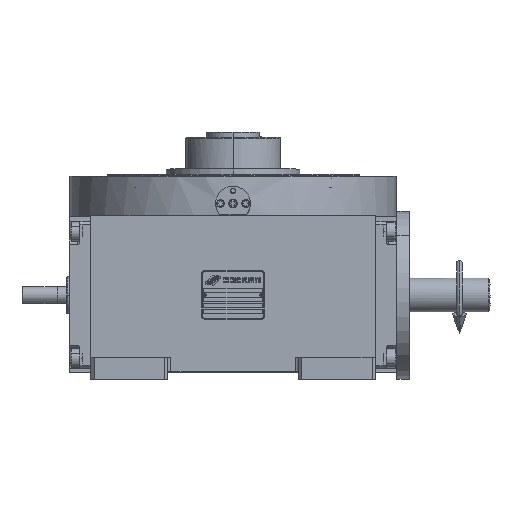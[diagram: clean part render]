
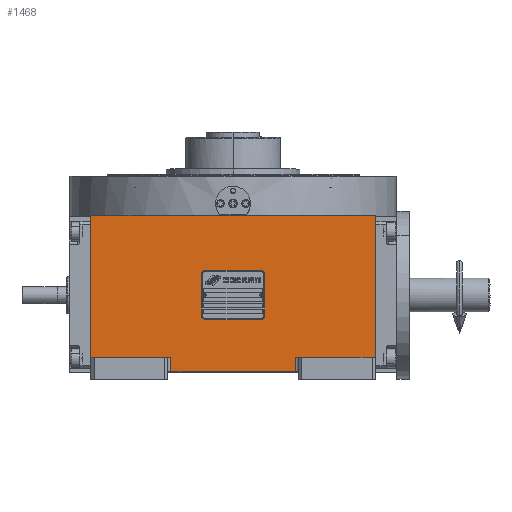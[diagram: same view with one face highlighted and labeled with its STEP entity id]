
A CAD part, top view. The second image highlights one B-rep face of the part: STEP entity #1468.
In plain terms, the highlighted planar face has unit normal (0, 0, 1).
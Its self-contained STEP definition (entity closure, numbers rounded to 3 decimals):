
#74 = ORIENTED_EDGE ( 'NONE', *, *, #55850, .T. ) ;
#466 = CARTESIAN_POINT ( 'NONE',  ( 59., -73., 226. ) ) ;
#1468 = ADVANCED_FACE ( 'NONE', ( #46281 ), #56746, .T. ) ;
#1609 = LINE ( 'NONE', #34368, #11124 ) ;
#1836 = LINE ( 'NONE', #23766, #8818 ) ;
#3893 = AXIS2_PLACEMENT_3D ( 'NONE', #63219, #18954, #39854 ) ;
#4607 = LINE ( 'NONE', #4964, #53690 ) ;
#4851 = ORIENTED_EDGE ( 'NONE', *, *, #18090, .T. ) ;
#4964 = CARTESIAN_POINT ( 'NONE',  ( -59., -73., 226. ) ) ;
#7447 = VECTOR ( 'NONE', #65504, 1000. ) ;
#7788 = ORIENTED_EDGE ( 'NONE', *, *, #10526, .F. ) ;
#8818 = VECTOR ( 'NONE', #67676, 1000. ) ;
#10526 = EDGE_CURVE ( 'NONE', #37401, #38095, #54000, .T. ) ;
#10812 = CARTESIAN_POINT ( 'NONE',  ( -59., -73., 226. ) ) ;
#11124 = VECTOR ( 'NONE', #50556, 1000. ) ;
#12256 = LINE ( 'NONE', #67624, #49556 ) ;
#14560 = EDGE_LOOP ( 'NONE', ( #33231, #7788, #51691, #4851, #43561, #45910, #74, #20686 ) ) ;
#18090 = EDGE_CURVE ( 'NONE', #47376, #68055, #1609, .T. ) ;
#18954 = DIRECTION ( 'NONE',  ( 0., 0., 1. ) ) ;
#20214 = DIRECTION ( 'NONE',  ( 1., 0., 0. ) ) ;
#20686 = ORIENTED_EDGE ( 'NONE', *, *, #37001, .F. ) ;
#20872 = VECTOR ( 'NONE', #38093, 1000. ) ;
#21878 = LINE ( 'NONE', #53599, #20872 ) ;
#22291 = CARTESIAN_POINT ( 'NONE',  ( 59., -59., 226. ) ) ;
#23662 = EDGE_CURVE ( 'NONE', #37401, #47376, #12256, .T. ) ;
#23766 = CARTESIAN_POINT ( 'NONE',  ( -59., -73., 226. ) ) ;
#24403 = VECTOR ( 'NONE', #20214, 1000. ) ;
#24947 = VERTEX_POINT ( 'NONE', #10812 ) ;
#25327 = CARTESIAN_POINT ( 'NONE',  ( 135., 75., 226. ) ) ;
#33231 = ORIENTED_EDGE ( 'NONE', *, *, #48818, .T. ) ;
#34368 = CARTESIAN_POINT ( 'NONE',  ( 135., -59., 226. ) ) ;
#34513 = CARTESIAN_POINT ( 'NONE',  ( -59., -59., 226. ) ) ;
#37001 = EDGE_CURVE ( 'NONE', #24947, #60083, #4607, .T. ) ;
#37102 = CARTESIAN_POINT ( 'NONE',  ( -135., 75., 226. ) ) ;
#37401 = VERTEX_POINT ( 'NONE', #43036 ) ;
#37736 = DIRECTION ( 'NONE',  ( 0., 1., 0. ) ) ;
#38093 = DIRECTION ( 'NONE',  ( 0., 1., 0. ) ) ;
#38095 = VERTEX_POINT ( 'NONE', #466 ) ;
#39854 = DIRECTION ( 'NONE',  ( 1., 0., 0. ) ) ;
#40263 = DIRECTION ( 'NONE',  ( 1., 0., 0. ) ) ;
#40673 = CARTESIAN_POINT ( 'NONE',  ( 135., -59., 226. ) ) ;
#43036 = CARTESIAN_POINT ( 'NONE',  ( 59., -59., 226. ) ) ;
#43561 = ORIENTED_EDGE ( 'NONE', *, *, #68484, .F. ) ;
#45796 = DIRECTION ( 'NONE',  ( 1., 0., 0. ) ) ;
#45910 = ORIENTED_EDGE ( 'NONE', *, *, #54710, .F. ) ;
#46281 = FACE_OUTER_BOUND ( 'NONE', #14560, .T. ) ;
#47376 = VERTEX_POINT ( 'NONE', #40673 ) ;
#47930 = LINE ( 'NONE', #70214, #24403 ) ;
#48818 = EDGE_CURVE ( 'NONE', #24947, #38095, #1836, .T. ) ;
#49556 = VECTOR ( 'NONE', #40263, 1000. ) ;
#50556 = DIRECTION ( 'NONE',  ( 0., 1., 0. ) ) ;
#51691 = ORIENTED_EDGE ( 'NONE', *, *, #23662, .T. ) ;
#53599 = CARTESIAN_POINT ( 'NONE',  ( -135., -59., 226. ) ) ;
#53690 = VECTOR ( 'NONE', #37736, 1000. ) ;
#53945 = VERTEX_POINT ( 'NONE', #61017 ) ;
#54000 = LINE ( 'NONE', #22291, #7447 ) ;
#54290 = VERTEX_POINT ( 'NONE', #37102 ) ;
#54710 = EDGE_CURVE ( 'NONE', #53945, #54290, #21878, .T. ) ;
#55850 = EDGE_CURVE ( 'NONE', #53945, #60083, #56952, .T. ) ;
#56746 = PLANE ( 'NONE',  #3893 ) ;
#56952 = LINE ( 'NONE', #62716, #57839 ) ;
#57839 = VECTOR ( 'NONE', #45796, 1000. ) ;
#60083 = VERTEX_POINT ( 'NONE', #34513 ) ;
#61017 = CARTESIAN_POINT ( 'NONE',  ( -135., -59., 226. ) ) ;
#62716 = CARTESIAN_POINT ( 'NONE',  ( -135., -59., 226. ) ) ;
#63219 = CARTESIAN_POINT ( 'NONE',  ( -135., -73., 226. ) ) ;
#65504 = DIRECTION ( 'NONE',  ( 0., -1., 0. ) ) ;
#67624 = CARTESIAN_POINT ( 'NONE',  ( 59., -59., 226. ) ) ;
#67676 = DIRECTION ( 'NONE',  ( 1., 0., 0. ) ) ;
#68055 = VERTEX_POINT ( 'NONE', #25327 ) ;
#68484 = EDGE_CURVE ( 'NONE', #54290, #68055, #47930, .T. ) ;
#70214 = CARTESIAN_POINT ( 'NONE',  ( -135., 75., 226. ) ) ;
